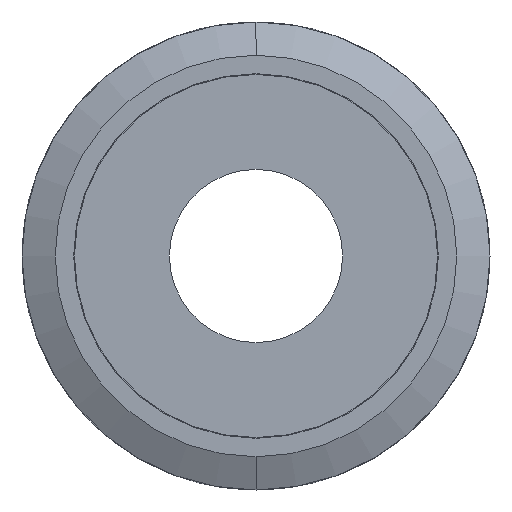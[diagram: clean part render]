
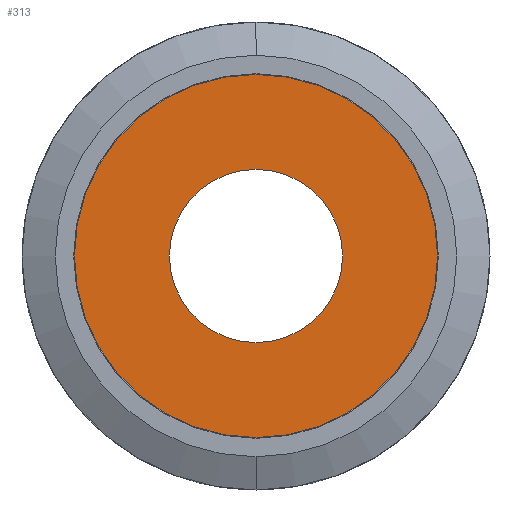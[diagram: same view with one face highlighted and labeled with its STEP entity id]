
A CAD part, front view. The second image highlights one B-rep face of the part: STEP entity #313.
In plain terms, the highlighted planar face has unit normal (0, -1, 0).
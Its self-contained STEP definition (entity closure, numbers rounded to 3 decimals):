
#313=ADVANCED_FACE('',(#696,#697),#698,.T.);
#696=FACE_OUTER_BOUND('',#1155,.T.);
#697=FACE_BOUND('',#1156,.T.);
#698=PLANE('',#1157);
#1155=EDGE_LOOP('',(#1970,#1971));
#1156=EDGE_LOOP('',(#1972,#1973));
#1157=AXIS2_PLACEMENT_3D('',#1974,#1975,#1976);
#1970=ORIENTED_EDGE('',*,*,#2763,.F.);
#1971=ORIENTED_EDGE('',*,*,#2959,.F.);
#1972=ORIENTED_EDGE('',*,*,#2755,.T.);
#1973=ORIENTED_EDGE('',*,*,#2962,.T.);
#1974=CARTESIAN_POINT('',(0.0,0.,14.325));
#1975=DIRECTION('',(0.0,-1.0,0.0));
#1976=DIRECTION('',(0.0,0.0,-1.0));
#2755=EDGE_CURVE('',#3283,#3287,#3289,.T.);
#2763=EDGE_CURVE('',#3300,#3303,#3304,.T.);
#2959=EDGE_CURVE('',#3303,#3300,#3575,.T.);
#2962=EDGE_CURVE('',#3287,#3283,#3578,.T.);
#3283=VERTEX_POINT('',#4047);
#3287=VERTEX_POINT('',#4052);
#3289=CIRCLE('',#4055,9.25);
#3300=VERTEX_POINT('',#4068);
#3303=VERTEX_POINT('',#4072);
#3304=CIRCLE('',#4073,19.4);
#3575=CIRCLE('',#4545,19.4);
#3578=CIRCLE('',#4548,9.25);
#4047=CARTESIAN_POINT('',(0.0,0.0,9.25));
#4052=CARTESIAN_POINT('',(0.,0.0,-9.25));
#4055=AXIS2_PLACEMENT_3D('',#5422,#5423,#5424);
#4068=CARTESIAN_POINT('',(0.0,0.,19.4));
#4072=CARTESIAN_POINT('',(0.,0.,-19.4));
#4073=AXIS2_PLACEMENT_3D('',#5434,#5435,#5436);
#4545=AXIS2_PLACEMENT_3D('',#5683,#5684,#5685);
#4548=AXIS2_PLACEMENT_3D('',#5686,#5687,#5688);
#5422=CARTESIAN_POINT('',(0.0,0.0,0.0));
#5423=DIRECTION('',(0.0,1.0,0.0));
#5424=DIRECTION('',(0.0,0.0,1.0));
#5434=CARTESIAN_POINT('',(0.0,0.,0.0));
#5435=DIRECTION('',(0.0,1.0,0.0));
#5436=DIRECTION('',(0.0,0.0,1.0));
#5683=CARTESIAN_POINT('',(0.0,0.,0.0));
#5684=DIRECTION('',(0.0,1.0,0.0));
#5685=DIRECTION('',(0.0,0.0,1.0));
#5686=CARTESIAN_POINT('',(0.0,0.0,0.0));
#5687=DIRECTION('',(0.0,1.0,0.0));
#5688=DIRECTION('',(0.0,0.0,1.0));
